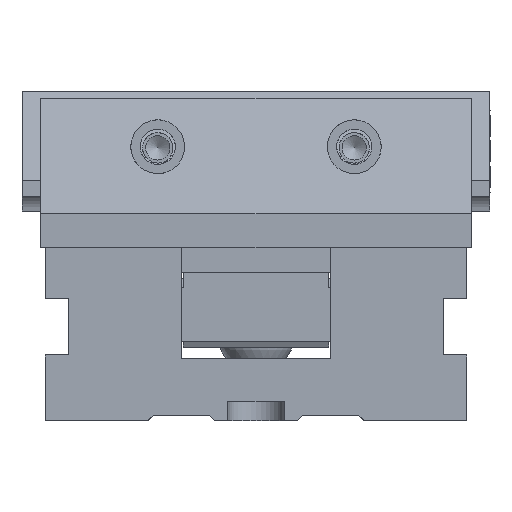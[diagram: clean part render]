
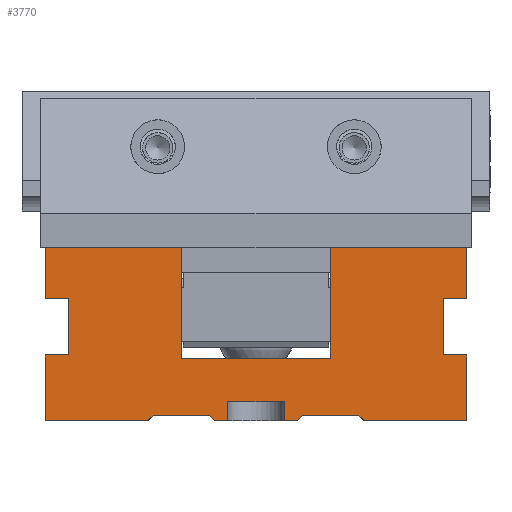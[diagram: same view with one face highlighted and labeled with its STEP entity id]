
A CAD part, left-side view. The second image highlights one B-rep face of the part: STEP entity #3770.
In plain terms, the highlighted planar face has unit normal (-1, 0, 0).
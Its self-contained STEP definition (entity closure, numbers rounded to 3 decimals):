
#3770=ADVANCED_FACE('',(#4365),#4116,.T.);
#4116=PLANE('',#10052);
#4365=FACE_OUTER_BOUND('',#4740,.T.);
#4740=EDGE_LOOP('',(#5616,#5617,#5618,#5619,#5620,#5621,#5622,#5623,#5624,
#5625,#5626,#5627,#5628,#5629,#5630,#5631,#5632,#5633,#5634,#5635,#5636,
#5637,#5638,#5639,#5640,#5641,#5642,#5643));
#5616=ORIENTED_EDGE('',*,*,#7927,.F.);
#5617=ORIENTED_EDGE('',*,*,#7852,.T.);
#5618=ORIENTED_EDGE('',*,*,#7928,.F.);
#5619=ORIENTED_EDGE('',*,*,#7929,.F.);
#5620=ORIENTED_EDGE('',*,*,#7930,.F.);
#5621=ORIENTED_EDGE('',*,*,#7848,.T.);
#5622=ORIENTED_EDGE('',*,*,#7931,.F.);
#5623=ORIENTED_EDGE('',*,*,#7932,.F.);
#5624=ORIENTED_EDGE('',*,*,#7875,.F.);
#5625=ORIENTED_EDGE('',*,*,#7868,.T.);
#5626=ORIENTED_EDGE('',*,*,#7926,.T.);
#5627=ORIENTED_EDGE('',*,*,#7933,.F.);
#5628=ORIENTED_EDGE('',*,*,#7934,.F.);
#5629=ORIENTED_EDGE('',*,*,#7935,.F.);
#5630=ORIENTED_EDGE('',*,*,#7882,.T.);
#5631=ORIENTED_EDGE('',*,*,#7828,.T.);
#5632=ORIENTED_EDGE('',*,*,#7936,.F.);
#5633=ORIENTED_EDGE('',*,*,#7937,.F.);
#5634=ORIENTED_EDGE('',*,*,#7938,.F.);
#5635=ORIENTED_EDGE('',*,*,#7832,.T.);
#5636=ORIENTED_EDGE('',*,*,#7865,.F.);
#5637=ORIENTED_EDGE('',*,*,#7939,.F.);
#5638=ORIENTED_EDGE('',*,*,#7940,.F.);
#5639=ORIENTED_EDGE('',*,*,#7941,.F.);
#5640=ORIENTED_EDGE('',*,*,#7942,.F.);
#5641=ORIENTED_EDGE('',*,*,#7838,.T.);
#5642=ORIENTED_EDGE('',*,*,#7843,.F.);
#5643=ORIENTED_EDGE('',*,*,#7943,.F.);
#7104=VERTEX_POINT('',#13184);
#7105=VERTEX_POINT('',#13186);
#7108=VERTEX_POINT('',#13193);
#7109=VERTEX_POINT('',#13195);
#7114=VERTEX_POINT('',#13206);
#7115=VERTEX_POINT('',#13208);
#7118=VERTEX_POINT('',#13216);
#7122=VERTEX_POINT('',#13226);
#7123=VERTEX_POINT('',#13228);
#7126=VERTEX_POINT('',#13234);
#7127=VERTEX_POINT('',#13236);
#7138=VERTEX_POINT('',#13260);
#7141=VERTEX_POINT('',#13267);
#7142=VERTEX_POINT('',#13269);
#7147=VERTEX_POINT('',#13282);
#7153=VERTEX_POINT('',#13297);
#7188=VERTEX_POINT('',#13383);
#7189=VERTEX_POINT('',#13387);
#7190=VERTEX_POINT('',#13389);
#7191=VERTEX_POINT('',#13391);
#7192=VERTEX_POINT('',#13394);
#7193=VERTEX_POINT('',#13397);
#7194=VERTEX_POINT('',#13399);
#7195=VERTEX_POINT('',#13402);
#7196=VERTEX_POINT('',#13404);
#7197=VERTEX_POINT('',#13407);
#7198=VERTEX_POINT('',#13409);
#7199=VERTEX_POINT('',#13411);
#7828=EDGE_CURVE('',#7105,#7104,#8665,.T.);
#7832=EDGE_CURVE('',#7109,#7108,#8669,.T.);
#7838=EDGE_CURVE('',#7115,#7114,#8674,.T.);
#7843=EDGE_CURVE('',#7118,#7114,#8678,.T.);
#7848=EDGE_CURVE('',#7123,#7122,#8682,.T.);
#7852=EDGE_CURVE('',#7127,#7126,#8685,.T.);
#7865=EDGE_CURVE('',#7138,#7108,#8695,.T.);
#7868=EDGE_CURVE('',#7142,#7141,#8698,.T.);
#7875=EDGE_CURVE('',#7142,#7147,#8702,.T.);
#7882=EDGE_CURVE('',#7153,#7105,#8709,.T.);
#7926=EDGE_CURVE('',#7141,#7188,#8745,.T.);
#7927=EDGE_CURVE('',#7127,#7189,#8746,.T.);
#7928=EDGE_CURVE('',#7190,#7126,#8747,.T.);
#7929=EDGE_CURVE('',#7191,#7190,#8748,.T.);
#7930=EDGE_CURVE('',#7123,#7191,#8749,.T.);
#7931=EDGE_CURVE('',#7192,#7122,#8750,.T.);
#7932=EDGE_CURVE('',#7147,#7192,#8751,.T.);
#7933=EDGE_CURVE('',#7193,#7188,#8752,.T.);
#7934=EDGE_CURVE('',#7194,#7193,#8753,.T.);
#7935=EDGE_CURVE('',#7153,#7194,#8754,.T.);
#7936=EDGE_CURVE('',#7195,#7104,#8755,.T.);
#7937=EDGE_CURVE('',#7196,#7195,#8756,.T.);
#7938=EDGE_CURVE('',#7109,#7196,#8757,.T.);
#7939=EDGE_CURVE('',#7197,#7138,#8758,.T.);
#7940=EDGE_CURVE('',#7198,#7197,#8759,.T.);
#7941=EDGE_CURVE('',#7199,#7198,#8760,.T.);
#7942=EDGE_CURVE('',#7115,#7199,#8761,.T.);
#7943=EDGE_CURVE('',#7189,#7118,#8762,.T.);
#8665=LINE('',#13185,#9307);
#8669=LINE('',#13194,#9311);
#8674=LINE('',#13207,#9316);
#8678=LINE('',#13217,#9320);
#8682=LINE('',#13227,#9324);
#8685=LINE('',#13235,#9327);
#8695=LINE('',#13261,#9337);
#8698=LINE('',#13268,#9340);
#8702=LINE('',#13281,#9344);
#8709=LINE('',#13296,#9351);
#8745=LINE('',#13384,#9387);
#8746=LINE('',#13386,#9388);
#8747=LINE('',#13388,#9389);
#8748=LINE('',#13390,#9390);
#8749=LINE('',#13392,#9391);
#8750=LINE('',#13393,#9392);
#8751=LINE('',#13395,#9393);
#8752=LINE('',#13396,#9394);
#8753=LINE('',#13398,#9395);
#8754=LINE('',#13400,#9396);
#8755=LINE('',#13401,#9397);
#8756=LINE('',#13403,#9398);
#8757=LINE('',#13405,#9399);
#8758=LINE('',#13406,#9400);
#8759=LINE('',#13408,#9401);
#8760=LINE('',#13410,#9402);
#8761=LINE('',#13412,#9403);
#8762=LINE('',#13413,#9404);
#9307=VECTOR('',#10947,1.);
#9311=VECTOR('',#10953,1.);
#9316=VECTOR('',#10962,1.);
#9320=VECTOR('',#10970,1.);
#9324=VECTOR('',#10978,1.);
#9327=VECTOR('',#10983,1.);
#9337=VECTOR('',#11001,1.);
#9340=VECTOR('',#11006,1.);
#9344=VECTOR('',#11018,1.);
#9351=VECTOR('',#11029,1.);
#9387=VECTOR('',#11097,1.);
#9388=VECTOR('',#11100,1.);
#9389=VECTOR('',#11101,1.);
#9390=VECTOR('',#11102,1.);
#9391=VECTOR('',#11103,1.);
#9392=VECTOR('',#11104,1.);
#9393=VECTOR('',#11105,1.);
#9394=VECTOR('',#11106,1.);
#9395=VECTOR('',#11107,1.);
#9396=VECTOR('',#11108,1.);
#9397=VECTOR('',#11109,1.);
#9398=VECTOR('',#11110,1.);
#9399=VECTOR('',#11111,1.);
#9400=VECTOR('',#11112,1.);
#9401=VECTOR('',#11113,1.);
#9402=VECTOR('',#11114,1.);
#9403=VECTOR('',#11115,1.);
#9404=VECTOR('',#11116,1.);
#10052=AXIS2_PLACEMENT_3D('',#13414,#11117,#11118);
#10947=DIRECTION('',(0.,1.,0.));
#10953=DIRECTION('',(0.,1.,0.));
#10962=DIRECTION('',(0.,-1.,0.));
#10970=DIRECTION('',(0.,0.707,-0.707));
#10978=DIRECTION('',(0.,-1.,0.));
#10983=DIRECTION('',(0.,-1.,0.));
#11001=DIRECTION('',(0.,0.,1.));
#11006=DIRECTION('',(0.,-1.,0.));
#11018=DIRECTION('',(0.,0.707,0.707));
#11029=DIRECTION('',(0.,0.,1.));
#11097=DIRECTION('',(0.,0.,1.));
#11100=DIRECTION('',(0.,0.707,0.707));
#11101=DIRECTION('',(0.,0.,-1.));
#11102=DIRECTION('',(0.,1.,0.));
#11103=DIRECTION('',(0.,0.,1.));
#11104=DIRECTION('',(0.,0.707,-0.707));
#11105=DIRECTION('',(0.,1.,0.));
#11106=DIRECTION('',(0.,-1.,0.));
#11107=DIRECTION('',(0.,0.,-1.));
#11108=DIRECTION('',(0.,1.,0.));
#11109=DIRECTION('',(0.,0.,1.));
#11110=DIRECTION('',(0.,-1.,0.));
#11111=DIRECTION('',(0.,0.,-1.));
#11112=DIRECTION('',(0.,1.,0.));
#11113=DIRECTION('',(0.,0.,1.));
#11114=DIRECTION('',(0.,-1.,0.));
#11115=DIRECTION('',(0.,0.,1.));
#11116=DIRECTION('',(0.,1.,0.));
#11117=DIRECTION('',(-1.,0.,0.));
#11118=DIRECTION('',(0.,0.,1.));
#13184=CARTESIAN_POINT('',(-238.,-16.,19.6));
#13185=CARTESIAN_POINT('',(-238.,0.,19.6));
#13186=CARTESIAN_POINT('',(-238.,-45.,19.6));
#13193=CARTESIAN_POINT('',(-238.,45.,19.6));
#13194=CARTESIAN_POINT('',(-238.,0.,19.6));
#13195=CARTESIAN_POINT('',(-238.,16.,19.6));
#13206=CARTESIAN_POINT('',(-238.,23.1,-17.4));
#13207=CARTESIAN_POINT('',(-238.,0.,-17.4));
#13208=CARTESIAN_POINT('',(-238.,45.,-17.4));
#13216=CARTESIAN_POINT('',(-238.,22.,-16.3));
#13217=CARTESIAN_POINT('',(-238.,11.65,-5.95));
#13226=CARTESIAN_POINT('',(-238.,-8.9,-17.4));
#13227=CARTESIAN_POINT('',(-238.,0.,-17.4));
#13228=CARTESIAN_POINT('',(-238.,-6.,-17.4));
#13234=CARTESIAN_POINT('',(-238.,6.,-17.4));
#13235=CARTESIAN_POINT('',(-238.,0.,-17.4));
#13236=CARTESIAN_POINT('',(-238.,8.9,-17.4));
#13260=CARTESIAN_POINT('',(-238.,45.,8.7));
#13261=CARTESIAN_POINT('',(-238.,45.,-17.6));
#13267=CARTESIAN_POINT('',(-238.,-45.,-17.4));
#13268=CARTESIAN_POINT('',(-238.,0.,-17.4));
#13269=CARTESIAN_POINT('',(-238.,-23.1,-17.4));
#13281=CARTESIAN_POINT('',(-238.,-11.65,-5.95));
#13282=CARTESIAN_POINT('',(-238.,-22.,-16.3));
#13296=CARTESIAN_POINT('',(-238.,-45.,-17.6));
#13297=CARTESIAN_POINT('',(-238.,-45.,8.7));
#13383=CARTESIAN_POINT('',(-238.,-45.,-3.3));
#13384=CARTESIAN_POINT('',(-238.,-45.,-17.6));
#13386=CARTESIAN_POINT('',(-238.,4.35,-21.95));
#13387=CARTESIAN_POINT('',(-238.,10.,-16.3));
#13388=CARTESIAN_POINT('',(-238.,6.,-17.6));
#13389=CARTESIAN_POINT('',(-238.,6.,-13.3));
#13390=CARTESIAN_POINT('',(-238.,0.,-13.3));
#13391=CARTESIAN_POINT('',(-238.,-6.,-13.3));
#13392=CARTESIAN_POINT('',(-238.,-6.,-17.6));
#13393=CARTESIAN_POINT('',(-238.,-4.35,-21.95));
#13394=CARTESIAN_POINT('',(-238.,-10.,-16.3));
#13395=CARTESIAN_POINT('',(-238.,0.,-16.3));
#13396=CARTESIAN_POINT('',(-238.,0.,-3.3));
#13397=CARTESIAN_POINT('',(-238.,-40.,-3.3));
#13398=CARTESIAN_POINT('',(-238.,-40.,-17.6));
#13399=CARTESIAN_POINT('',(-238.,-40.,8.7));
#13400=CARTESIAN_POINT('',(-238.,0.,8.7));
#13401=CARTESIAN_POINT('',(-238.,-16.,-17.6));
#13402=CARTESIAN_POINT('',(-238.,-16.,-4.));
#13403=CARTESIAN_POINT('',(-238.,0.,-4.));
#13404=CARTESIAN_POINT('',(-238.,16.,-4.));
#13405=CARTESIAN_POINT('',(-238.,16.,-17.6));
#13406=CARTESIAN_POINT('',(-238.,0.,8.7));
#13407=CARTESIAN_POINT('',(-238.,40.,8.7));
#13408=CARTESIAN_POINT('',(-238.,40.,-17.6));
#13409=CARTESIAN_POINT('',(-238.,40.,-3.3));
#13410=CARTESIAN_POINT('',(-238.,0.,-3.3));
#13411=CARTESIAN_POINT('',(-238.,45.,-3.3));
#13412=CARTESIAN_POINT('',(-238.,45.,-17.6));
#13413=CARTESIAN_POINT('',(-238.,0.,-16.3));
#13414=CARTESIAN_POINT('',(-238.,0.,-17.6));
